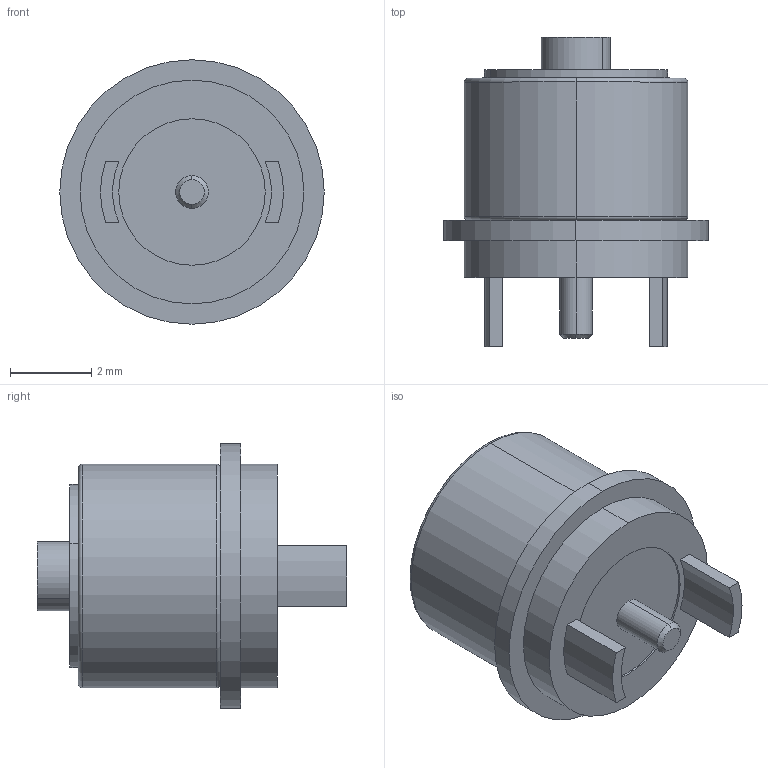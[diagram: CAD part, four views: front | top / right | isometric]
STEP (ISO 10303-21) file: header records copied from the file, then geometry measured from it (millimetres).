
FILE_DESCRIPTION (( 'STEP AP214' ), '1' );
FILE_NAME ('686A02222031A1E.STEP', '2023-04-13T20:11:43', ( '' ), ( '' ), 'SwSTEP 2.0', 'SolidWorks 2020', '' );
FILE_SCHEMA (( 'AUTOMOTIVE_DESIGN' ));
Length unit declared in the file: millimetre
Products named in the file (1): 686A02222031A1E
Bounding box: 6.5 x 7.6 x 6.5 mm (x, y, z)
Volume: 126.1 mm3; surface area: 241.3 mm2
Topology: 2 solids, 3 shells, 59 faces, 120 edges, 75 vertices
Faces by surface type: cylinder 26, plane 19, torus 8, cone 6
Entity records: 2241 total; most frequent: DIRECTION 312, CARTESIAN_POINT 253, ORIENTED_EDGE 236, AXIS2_PLACEMENT_3D 134, EDGE_CURVE 118, VERTEX_POINT 75, CIRCLE 74, EDGE_LOOP 71
